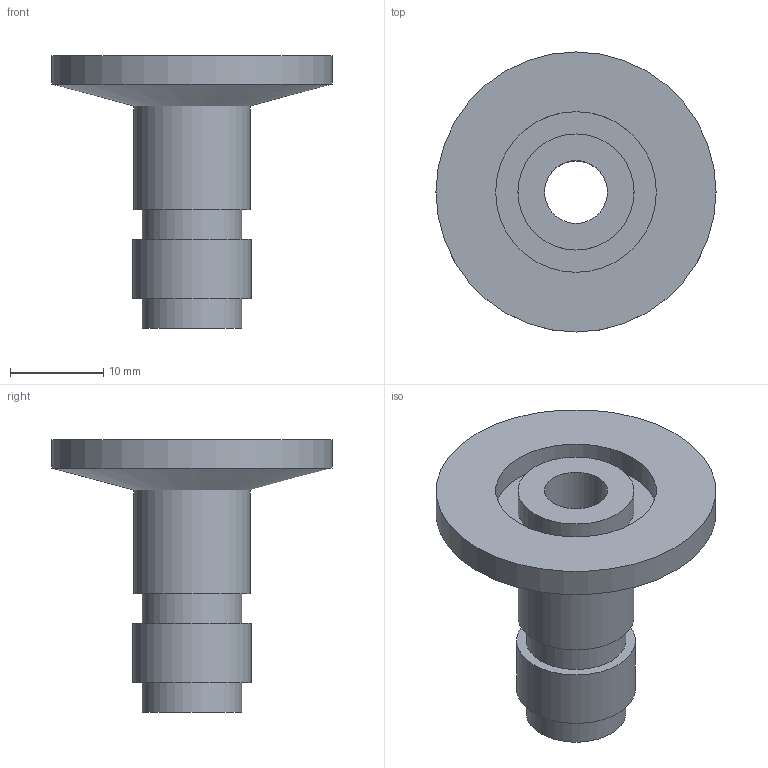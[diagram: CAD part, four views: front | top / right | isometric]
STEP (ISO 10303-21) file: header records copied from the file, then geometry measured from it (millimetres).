
FILE_DESCRIPTION(/* description */ ('QF16-Q25'),/* implementation_level */ '2;1');
FILE_NAME(/* name */ '1000002A.stp',/* time_stamp */ '2019-07-18T08:46:56-04:00',/* author */ ('Glen_C'),/* organization */ (''),/* preprocessor_version */ 'ST-DEVELOPER v16.13',/* originating_system */ 'Autodesk Inventor 2018',/* authorisation */ '');
FILE_SCHEMA (('AUTOMOTIVE_DESIGN { 1 0 10303 214 3 1 1 }'));
Length unit declared in the file: inch
Products named in the file (1): 1000002
Bounding box: 29.97 x 29.97 x 29.21 mm (x, y, z)
Volume: 4421.6 mm3; surface area: 3476.2 mm2
Topology: 1 solids, 1 shells, 16 faces, 28 edges, 19 vertices
Faces by surface type: cylinder 8, plane 7, cone 1
Full cylindrical faces by diameter (mm): 6.731 x1, 10.643 x2, 12.421 x2, 12.7 x1, 17.196 x1, 29.972 x1
Entity records: 369 total; most frequent: DIRECTION 66, CARTESIAN_POINT 49, AXIS2_PLACEMENT_3D 33, EDGE_LOOP 32, ORIENTED_EDGE 32, FACE_BOUND 16, FACE_OUTER_BOUND 16, CIRCLE 16
